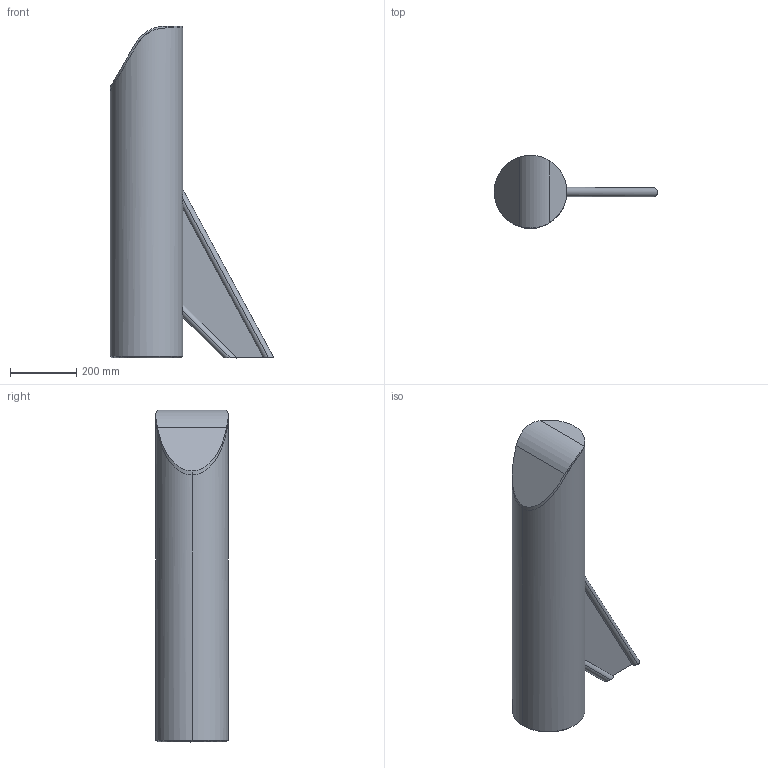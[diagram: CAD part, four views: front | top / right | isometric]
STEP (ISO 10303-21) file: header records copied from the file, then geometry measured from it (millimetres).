
FILE_DESCRIPTION(('XXX TT STEP Exchange'),'2;1');
FILE_NAME('\Rallonge.stp','2021-09-01',('none'),('none'),'XXX (IN-10)','XXX TT STEP AP214','none');
FILE_SCHEMA((''));
Length unit declared in the file: millimetre
Products named in the file (1): Part2
Bounding box: 495.49 x 220 x 1006 mm (x, y, z)
Volume: 7194755.6 mm3; surface area: 1606425.8 mm2
Topology: 5 solids, 5 shells, 53 faces, 138 edges, 94 vertices
Faces by surface type: cylinder 26, plane 25, cone 2
Entity records: 2235 total; most frequent: CARTESIAN_POINT 1063, ORIENTED_EDGE 276, DIRECTION 150, EDGE_CURVE 138, VERTEX_POINT 94, VECTOR 62, B_SPLINE_CURVE_WITH_KNOTS 62, LINE 62
